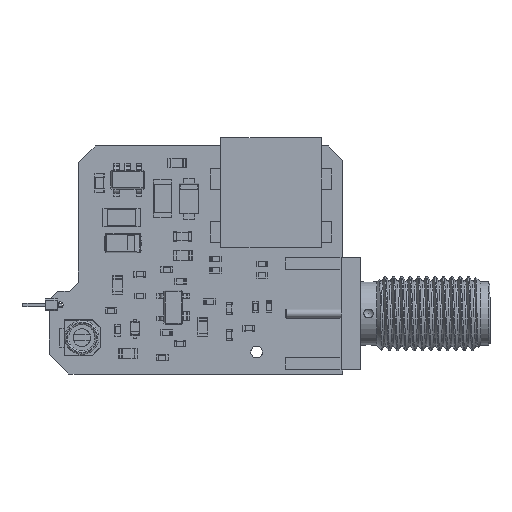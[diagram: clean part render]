
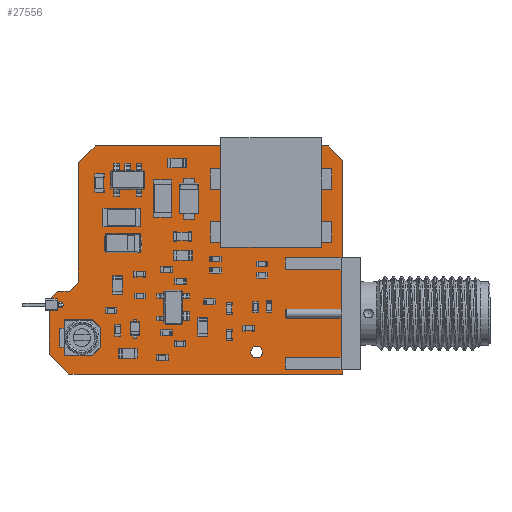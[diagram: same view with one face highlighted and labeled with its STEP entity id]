
A CAD part, top view. The second image highlights one B-rep face of the part: STEP entity #27556.
In plain terms, the highlighted planar face has unit normal (0, 0, 1).
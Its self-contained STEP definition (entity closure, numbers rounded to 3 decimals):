
#27336 = VERTEX_POINT('',#27337);
#27337 = CARTESIAN_POINT('',(25.05,18.205,1.494));
#27343 = EDGE_CURVE('',#27336,#27344,#27346,.T.);
#27344 = VERTEX_POINT('',#27345);
#27345 = CARTESIAN_POINT('',(25.05,0.,1.494));
#27346 = LINE('',#27347,#27348);
#27347 = CARTESIAN_POINT('',(25.05,18.205,1.494));
#27348 = VECTOR('',#27349,1.);
#27349 = DIRECTION('',(0.,-1.,0.));
#27376 = VERTEX_POINT('',#27377);
#27377 = CARTESIAN_POINT('',(23.82,19.435,1.494));
#27383 = EDGE_CURVE('',#27376,#27336,#27384,.T.);
#27384 = LINE('',#27385,#27386);
#27385 = CARTESIAN_POINT('',(23.82,19.435,1.494));
#27386 = VECTOR('',#27387,1.);
#27387 = DIRECTION('',(0.707,-0.707,0.));
#27405 = EDGE_CURVE('',#27344,#27406,#27408,.T.);
#27406 = VERTEX_POINT('',#27407);
#27407 = CARTESIAN_POINT('',(3.535,0.,1.494));
#27408 = LINE('',#27409,#27410);
#27409 = CARTESIAN_POINT('',(25.05,0.,1.494));
#27410 = VECTOR('',#27411,1.);
#27411 = DIRECTION('',(-1.,0.,0.));
#27556 = ADVANCED_FACE('',(#27557,#27632,#27643,#27654,#27665),#27676,
  .T.);
#27557 = FACE_BOUND('',#27558,.T.);
#27558 = EDGE_LOOP('',(#27559,#27560,#27561,#27569,#27577,#27585,#27593,
    #27601,#27609,#27617,#27625,#27631));
#27559 = ORIENTED_EDGE('',*,*,#27343,.F.);
#27560 = ORIENTED_EDGE('',*,*,#27383,.F.);
#27561 = ORIENTED_EDGE('',*,*,#27562,.F.);
#27562 = EDGE_CURVE('',#27563,#27376,#27565,.T.);
#27563 = VERTEX_POINT('',#27564);
#27564 = CARTESIAN_POINT('',(3.928,19.435,1.494));
#27565 = LINE('',#27566,#27567);
#27566 = CARTESIAN_POINT('',(3.928,19.435,1.494));
#27567 = VECTOR('',#27568,1.);
#27568 = DIRECTION('',(1.,0.,0.));
#27569 = ORIENTED_EDGE('',*,*,#27570,.F.);
#27570 = EDGE_CURVE('',#27571,#27563,#27573,.T.);
#27571 = VERTEX_POINT('',#27572);
#27572 = CARTESIAN_POINT('',(2.505,18.013,1.494));
#27573 = LINE('',#27574,#27575);
#27574 = CARTESIAN_POINT('',(2.505,18.013,1.494));
#27575 = VECTOR('',#27576,1.);
#27576 = DIRECTION('',(0.707,0.707,0.));
#27577 = ORIENTED_EDGE('',*,*,#27578,.F.);
#27578 = EDGE_CURVE('',#27579,#27571,#27581,.T.);
#27579 = VERTEX_POINT('',#27580);
#27580 = CARTESIAN_POINT('',(2.505,7.84,1.494));
#27581 = LINE('',#27582,#27583);
#27582 = CARTESIAN_POINT('',(2.505,7.84,1.494));
#27583 = VECTOR('',#27584,1.);
#27584 = DIRECTION('',(0.,1.,0.));
#27585 = ORIENTED_EDGE('',*,*,#27586,.F.);
#27586 = EDGE_CURVE('',#27587,#27579,#27589,.T.);
#27587 = VERTEX_POINT('',#27588);
#27588 = CARTESIAN_POINT('',(1.735,7.07,1.494));
#27589 = LINE('',#27590,#27591);
#27590 = CARTESIAN_POINT('',(1.735,7.07,1.494));
#27591 = VECTOR('',#27592,1.);
#27592 = DIRECTION('',(0.707,0.707,0.));
#27593 = ORIENTED_EDGE('',*,*,#27594,.F.);
#27594 = EDGE_CURVE('',#27595,#27587,#27597,.T.);
#27595 = VERTEX_POINT('',#27596);
#27596 = CARTESIAN_POINT('',(0.718,7.07,1.494));
#27597 = LINE('',#27598,#27599);
#27598 = CARTESIAN_POINT('',(0.718,7.07,1.494));
#27599 = VECTOR('',#27600,1.);
#27600 = DIRECTION('',(1.,0.,0.));
#27601 = ORIENTED_EDGE('',*,*,#27602,.F.);
#27602 = EDGE_CURVE('',#27603,#27595,#27605,.T.);
#27603 = VERTEX_POINT('',#27604);
#27604 = CARTESIAN_POINT('',(0.,6.353,1.494));
#27605 = LINE('',#27606,#27607);
#27606 = CARTESIAN_POINT('',(0.,6.353,1.494));
#27607 = VECTOR('',#27608,1.);
#27608 = DIRECTION('',(0.707,0.707,0.));
#27609 = ORIENTED_EDGE('',*,*,#27610,.F.);
#27610 = EDGE_CURVE('',#27611,#27603,#27613,.T.);
#27611 = VERTEX_POINT('',#27612);
#27612 = CARTESIAN_POINT('',(0.,1.689,1.494));
#27613 = LINE('',#27614,#27615);
#27614 = CARTESIAN_POINT('',(0.,1.689,1.494));
#27615 = VECTOR('',#27616,1.);
#27616 = DIRECTION('',(0.,1.,0.));
#27617 = ORIENTED_EDGE('',*,*,#27618,.F.);
#27618 = EDGE_CURVE('',#27619,#27611,#27621,.T.);
#27619 = VERTEX_POINT('',#27620);
#27620 = CARTESIAN_POINT('',(1.689,0.,1.494));
#27621 = LINE('',#27622,#27623);
#27622 = CARTESIAN_POINT('',(1.689,0.,1.494));
#27623 = VECTOR('',#27624,1.);
#27624 = DIRECTION('',(-0.707,0.707,0.));
#27625 = ORIENTED_EDGE('',*,*,#27626,.F.);
#27626 = EDGE_CURVE('',#27406,#27619,#27627,.T.);
#27627 = LINE('',#27628,#27629);
#27628 = CARTESIAN_POINT('',(3.535,0.,1.494));
#27629 = VECTOR('',#27630,1.);
#27630 = DIRECTION('',(-1.,0.,0.));
#27631 = ORIENTED_EDGE('',*,*,#27405,.F.);
#27632 = FACE_BOUND('',#27633,.T.);
#27633 = EDGE_LOOP('',(#27634));
#27634 = ORIENTED_EDGE('',*,*,#27635,.T.);
#27635 = EDGE_CURVE('',#27636,#27636,#27638,.T.);
#27636 = VERTEX_POINT('',#27637);
#27637 = CARTESIAN_POINT('',(0.945,5.65,1.494));
#27638 = CIRCLE('',#27639,0.25);
#27639 = AXIS2_PLACEMENT_3D('',#27640,#27641,#27642);
#27640 = CARTESIAN_POINT('',(0.945,5.9,1.494));
#27641 = DIRECTION('',(-0.,0.,-1.));
#27642 = DIRECTION('',(0.,-1.,0.));
#27643 = FACE_BOUND('',#27644,.T.);
#27644 = EDGE_LOOP('',(#27645));
#27645 = ORIENTED_EDGE('',*,*,#27646,.T.);
#27646 = EDGE_CURVE('',#27647,#27647,#27649,.T.);
#27647 = VERTEX_POINT('',#27648);
#27648 = CARTESIAN_POINT('',(17.695,1.375,1.494));
#27649 = CIRCLE('',#27650,0.5);
#27650 = AXIS2_PLACEMENT_3D('',#27651,#27652,#27653);
#27651 = CARTESIAN_POINT('',(17.695,1.875,1.494));
#27652 = DIRECTION('',(-0.,0.,-1.));
#27653 = DIRECTION('',(-0.,-1.,0.));
#27654 = FACE_BOUND('',#27655,.T.);
#27655 = EDGE_LOOP('',(#27656));
#27656 = ORIENTED_EDGE('',*,*,#27657,.T.);
#27657 = EDGE_CURVE('',#27658,#27658,#27660,.T.);
#27658 = VERTEX_POINT('',#27659);
#27659 = CARTESIAN_POINT('',(18.935,13.11,1.494));
#27660 = CIRCLE('',#27661,0.5);
#27661 = AXIS2_PLACEMENT_3D('',#27662,#27663,#27664);
#27662 = CARTESIAN_POINT('',(18.935,13.61,1.494));
#27663 = DIRECTION('',(-0.,0.,-1.));
#27664 = DIRECTION('',(-0.,-1.,0.));
#27665 = FACE_BOUND('',#27666,.T.);
#27666 = EDGE_LOOP('',(#27667));
#27667 = ORIENTED_EDGE('',*,*,#27668,.T.);
#27668 = EDGE_CURVE('',#27669,#27669,#27671,.T.);
#27669 = VERTEX_POINT('',#27670);
#27670 = CARTESIAN_POINT('',(18.935,18.11,1.494));
#27671 = CIRCLE('',#27672,0.5);
#27672 = AXIS2_PLACEMENT_3D('',#27673,#27674,#27675);
#27673 = CARTESIAN_POINT('',(18.935,18.61,1.494));
#27674 = DIRECTION('',(-0.,0.,-1.));
#27675 = DIRECTION('',(-0.,-1.,0.));
#27676 = PLANE('',#27677);
#27677 = AXIS2_PLACEMENT_3D('',#27678,#27679,#27680);
#27678 = CARTESIAN_POINT('',(0.,0.,1.494));
#27679 = DIRECTION('',(0.,0.,1.));
#27680 = DIRECTION('',(1.,0.,-0.));
